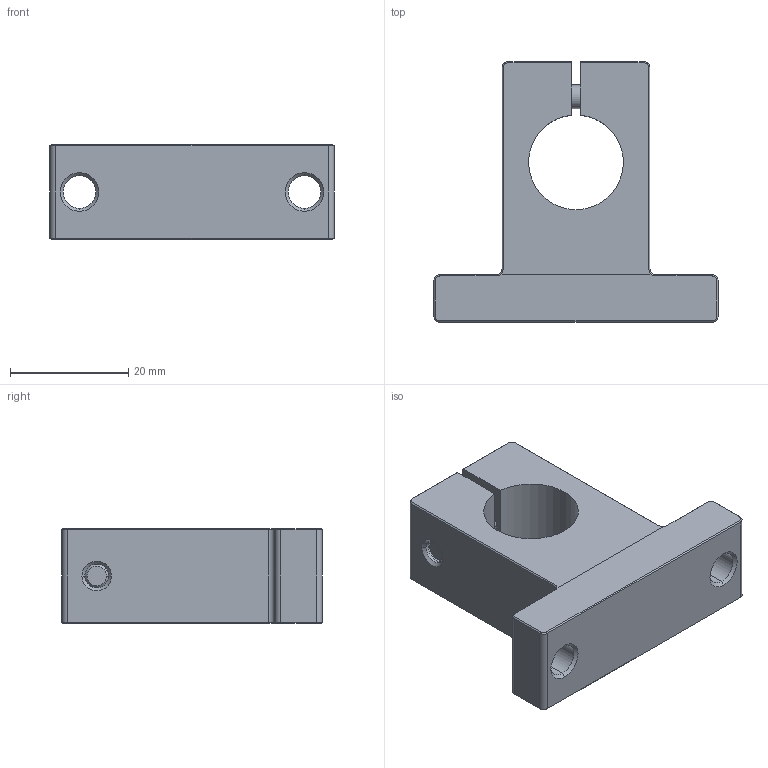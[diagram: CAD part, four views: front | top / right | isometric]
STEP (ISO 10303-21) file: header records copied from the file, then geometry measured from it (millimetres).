
FILE_DESCRIPTION(/* description */ ('VariCAD 2015-2.06 AP-203'),/* implementation_level */ '2;1');
FILE_NAME(/* name */ 'SH16.stp',/* time_stamp */ '2015-09-15T11:39:15+03:00',/* author */ (''),/* organization */ (''),/* preprocessor_version */ 'ST-DEVELOPER v14',/* originating_system */ 'VariCAD 2015-2.06; kernel version (20130303)',/* authorisation */ '');
FILE_SCHEMA (('CONFIG_CONTROL_DESIGN'));
Length unit declared in the file: millimetre
Products named in the file (3): SH16; Screw M4x20
Assembly tree (2 placements, depth 2):
  SH16
    Screw M4x20
    SH16
Bounding box: 48 x 44 x 16 mm (x, y, z)
Volume: 16588.9 mm3; surface area: 6946.7 mm2
Topology: 2 solids, 2 shells, 116 faces, 275 edges, 165 vertices
Faces by surface type: plane 48, cone 38, cylinder 28, torus 2
Entity records: 3513 total; most frequent: CARTESIAN_POINT 641, DIRECTION 605, ORIENTED_EDGE 546, EDGE_CURVE 273, AXIS2_PLACEMENT_3D 225, VERTEX_POINT 165, LINE 155, VECTOR 155
